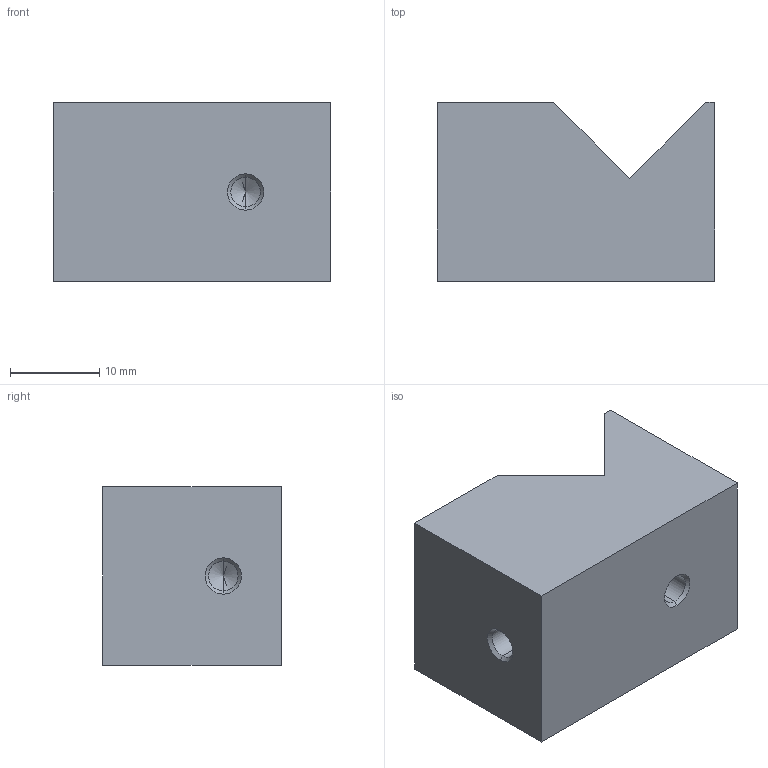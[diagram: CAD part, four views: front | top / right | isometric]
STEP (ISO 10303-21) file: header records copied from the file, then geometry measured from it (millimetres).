
FILE_DESCRIPTION (( 'STEP AP214' ), '1' );
FILE_NAME ('OM-002-010-110_00.STEP', '2024-09-30T23:11:18', ( '' ), ( '' ), 'SwSTEP 2.0', 'SolidWorks 2022', '' );
FILE_SCHEMA (( 'AUTOMOTIVE_DESIGN' ));
Length unit declared in the file: millimetre
Products named in the file (1): OM-002-010-110_00
Bounding box: 31 x 20 x 20 mm (x, y, z)
Volume: 10723.5 mm3; surface area: 3541.8 mm2
Topology: 1 solids, 1 shells, 27 faces, 63 edges, 35 vertices
Faces by surface type: cone 12, plane 9, cylinder 6
Entity records: 817 total; most frequent: DIRECTION 131, CARTESIAN_POINT 120, ORIENTED_EDGE 114, EDGE_CURVE 57, AXIS2_PLACEMENT_3D 46, VECTOR 39, LINE 39, VERTEX_POINT 35
